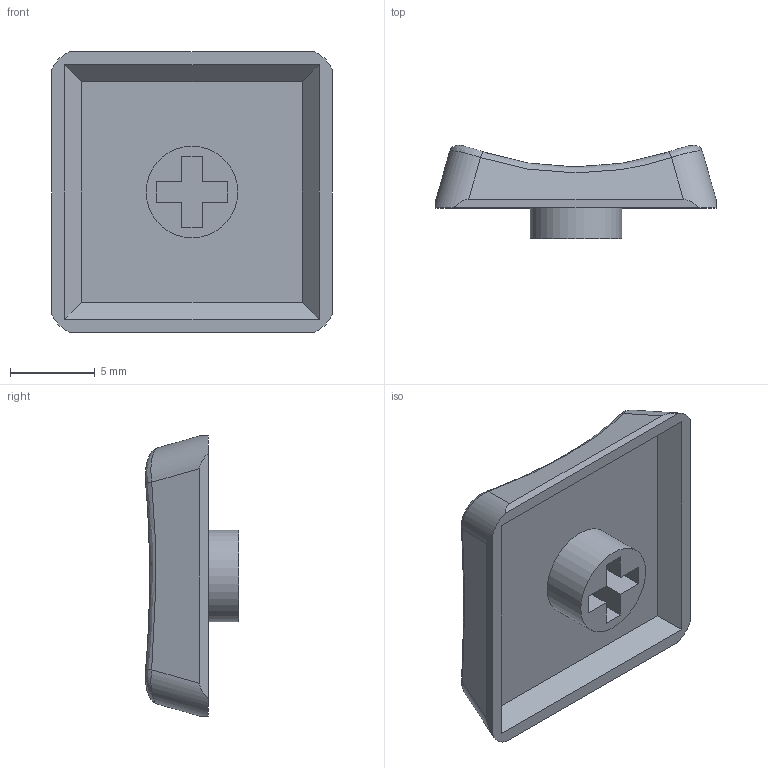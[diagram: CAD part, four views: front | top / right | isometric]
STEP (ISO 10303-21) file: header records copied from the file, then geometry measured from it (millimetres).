
FILE_DESCRIPTION(/* description */ (''),/* implementation_level */ '2;1');
FILE_NAME(/* name */ '17mm_keycap_v2_alt.step',/* time_stamp */ '2025-06-24T16:44:27+09:00',/* author */ (''),/* organization */ (''),/* preprocessor_version */ 'ST-DEVELOPER v20.1',/* originating_system */ 'Autodesk Translation Framework v14.10.0.0',/* authorisation */ '');
FILE_SCHEMA (('AUTOMOTIVE_DESIGN { 1 0 10303 214 3 1 1 }'));
Length unit declared in the file: millimetre
Products named in the file (1): 2025-06-17-16-17-54-469
Bounding box: 16.5 x 5.5 x 16.5 mm (x, y, z)
Volume: 510 mm3; surface area: 826.7 mm2
Topology: 1 solids, 1 shells, 73 faces, 184 edges, 120 vertices
Faces by surface type: bspline 33, plane 30, torus 5, cylinder 5
Full cylindrical faces by diameter (mm): 5.4 x1
Entity records: 2828 total; most frequent: CARTESIAN_POINT 1267, ORIENTED_EDGE 368, DIRECTION 218, EDGE_CURVE 184, VERTEX_POINT 120, LINE 92, VECTOR 92, EDGE_LOOP 80
